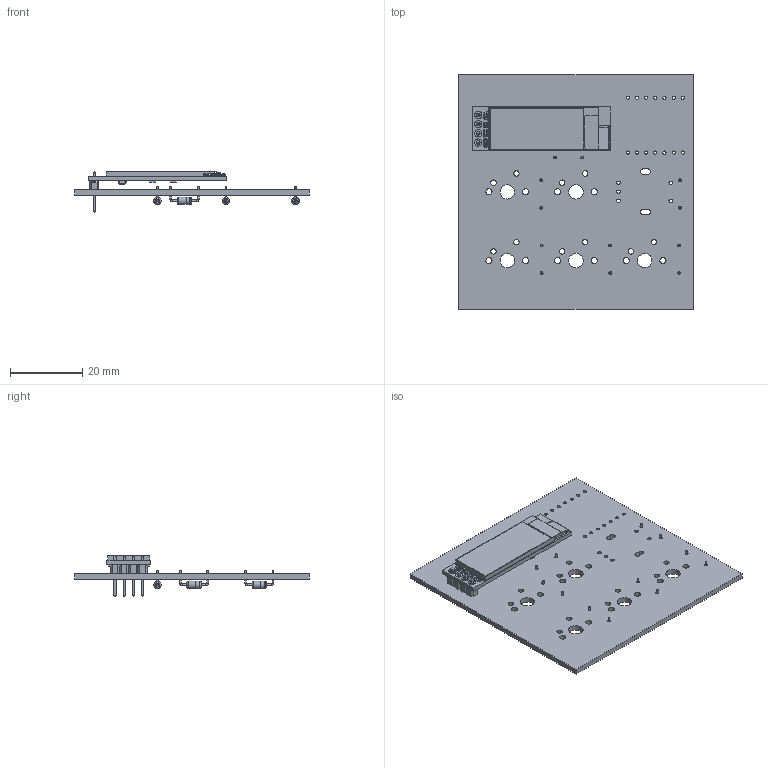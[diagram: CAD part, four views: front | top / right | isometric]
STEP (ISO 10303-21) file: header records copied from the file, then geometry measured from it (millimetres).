
FILE_DESCRIPTION(('KiCad electronic assembly'),'2;1');
FILE_NAME('MusicPad.step','2025-06-06T20:57:12',('Pcbnew'),('Kicad'), 'Open CASCADE STEP processor 7.8','KiCad to STEP converter','Unknown' );
FILE_SCHEMA(('AUTOMOTIVE_DESIGN { 1 0 10303 214 1 1 1 1 }'));
Length unit declared in the file: millimetre
Products named in the file (8): MusicPad 1; OLED_128x32; OLED_0.91_128x32; Pin Header 4 x 1 TH 2.54mm Pitch; RESC-0603; 2SD0601A; D_DO-35_SOD27_P7.62mm_Horizontal; MusicPad_PCB
Assembly tree (24 placements, depth 3):
  MusicPad 1
    OLED_128x32
      OLED_0.91_128x32
      Pin Header 4 x 1 TH 2.54mm Pitch
      RESC-0603  x13
      2SD0601A
    D_DO-35_SOD27_P7.62mm_Horizontal  x6
    MusicPad_PCB
Bounding box: 65.1 x 65.1 x 11.46 mm (x, y, z)
Volume: 7361.9 mm3; surface area: 11146.2 mm2
Topology: 65 solids, 65 shells, 1307 faces, 3277 edges, 2138 vertices
Faces by surface type: plane 882, cylinder 291, bspline 110, torus 24
Full cylindrical faces by diameter (mm): 0.5 x18, 0.8 x12, 0.889 x14, 1 x13, 1.5 x10, 1.7 x10, 2 x20, 2.02 x6, 4 x5
Entity records: 21009 total; most frequent: CARTESIAN_POINT 4631, ORIENTED_EDGE 3098, DIRECTION 2597, EDGE_CURVE 1549, LINE 1073, VECTOR 1073, VERTEX_POINT 1012, FACE_BOUND 771
